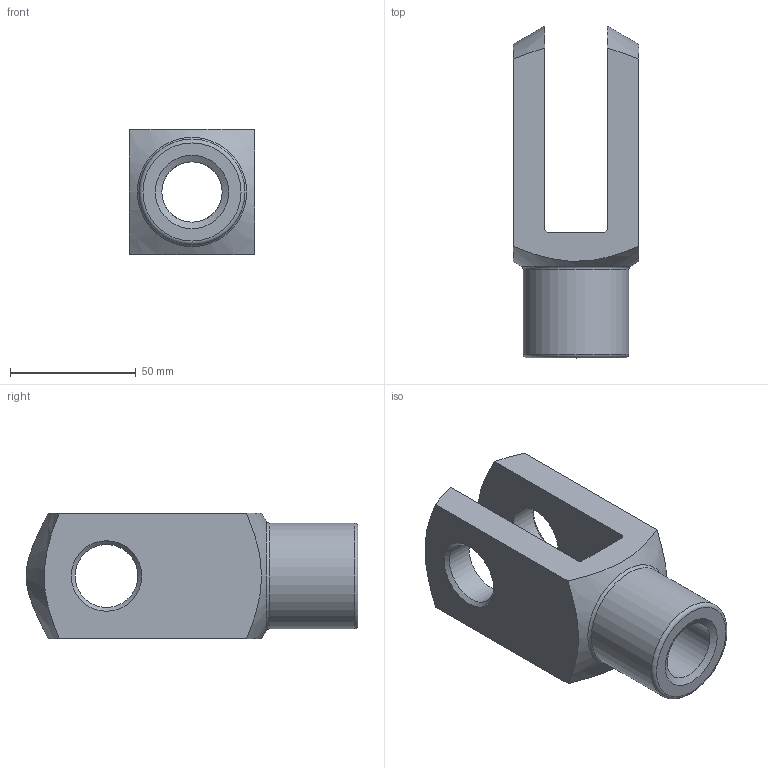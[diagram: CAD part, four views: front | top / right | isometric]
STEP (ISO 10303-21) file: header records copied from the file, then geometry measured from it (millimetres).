
FILE_DESCRIPTION (( 'STEP AP214' ), '1' );
FILE_NAME ('76.01.01.0044L.step', '2021-04-02T18:09:30', ( '' ), ( '' ), 'SwSTEP 2.0', 'SolidWorks 2021', '' );
FILE_SCHEMA (( 'AUTOMOTIVE_DESIGN' ));
Length unit declared in the file: millimetre
Products named in the file (1): 76.01.01.0044L
Bounding box: 50 x 131.98 x 50 mm (x, y, z)
Volume: 141358.4 mm3; surface area: 33194.5 mm2
Topology: 1 solids, 1 shells, 23 faces, 62 edges, 40 vertices
Faces by surface type: plane 11, cone 6, cylinder 4, torus 2
Full cylindrical faces by diameter (mm): 24 x1, 25 x2, 42 x1
Entity records: 862 total; most frequent: CARTESIAN_POINT 322, DIRECTION 96, ORIENTED_EDGE 96, EDGE_CURVE 48, EDGE_LOOP 38, AXIS2_PLACEMENT_3D 38, VERTEX_POINT 36, FACE_OUTER_BOUND 29
